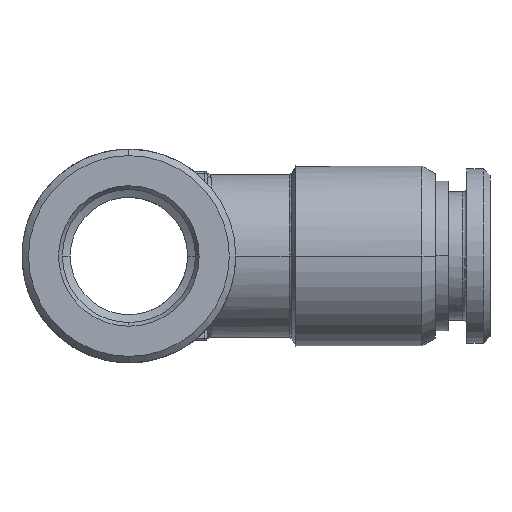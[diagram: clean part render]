
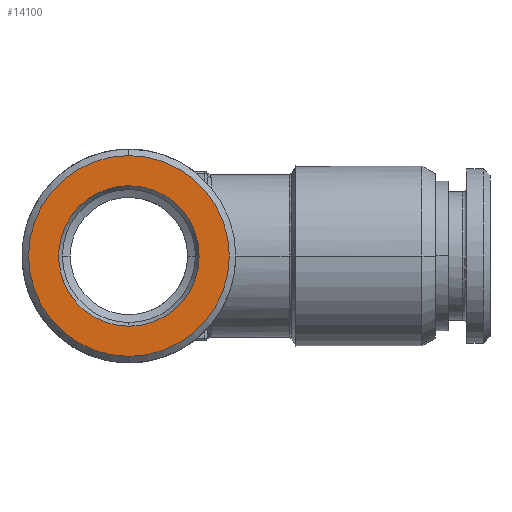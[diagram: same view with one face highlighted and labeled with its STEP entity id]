
A CAD part, left-side view. The second image highlights one B-rep face of the part: STEP entity #14100.
In plain terms, the highlighted planar face has unit normal (-1, 0, 0).
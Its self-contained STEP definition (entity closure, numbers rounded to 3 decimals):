
#13966=CARTESIAN_POINT('Axis2P3D Location',(-29.6,0.,0.)) ;
#13970=CARTESIAN_POINT('Vertex',(-29.6,0.,-7.7)) ;
#13972=CARTESIAN_POINT('Vertex',(-29.6,0.,7.7)) ;
#13997=CARTESIAN_POINT('Axis2P3D Location',(-29.6,0.,0.)) ;
#14055=CARTESIAN_POINT('Axis2P3D Location',(-29.6,0.,0.)) ;
#14064=CARTESIAN_POINT('Axis2P3D Location',(-29.6,0.,0.)) ;
#14068=CARTESIAN_POINT('Vertex',(-29.6,0.,-5.389)) ;
#14070=CARTESIAN_POINT('Vertex',(-29.6,0.,5.389)) ;
#14074=CARTESIAN_POINT('Control Point',(-29.6,0.,-5.389)) ;
#14075=CARTESIAN_POINT('Control Point',(-29.6,0.569,-5.389)) ;
#14076=CARTESIAN_POINT('Control Point',(-29.6,1.137,-5.314)) ;
#14077=CARTESIAN_POINT('Control Point',(-29.6,1.693,-5.164)) ;
#14078=CARTESIAN_POINT('Control Point',(-29.6,2.751,-4.721)) ;
#14079=CARTESIAN_POINT('Control Point',(-29.6,3.658,-4.019)) ;
#14080=CARTESIAN_POINT('Control Point',(-29.6,4.062,-3.609)) ;
#14081=CARTESIAN_POINT('Control Point',(-29.6,4.753,-2.694)) ;
#14082=CARTESIAN_POINT('Control Point',(-29.6,5.184,-1.631)) ;
#14083=CARTESIAN_POINT('Control Point',(-29.6,5.327,-1.073)) ;
#14084=CARTESIAN_POINT('Control Point',(-29.6,5.463,0.066)) ;
#14085=CARTESIAN_POINT('Control Point',(-29.6,5.3,1.201)) ;
#14086=CARTESIAN_POINT('Control Point',(-29.6,5.143,1.755)) ;
#14087=CARTESIAN_POINT('Control Point',(-29.6,4.687,2.807)) ;
#14088=CARTESIAN_POINT('Control Point',(-29.6,3.974,3.706)) ;
#14089=CARTESIAN_POINT('Control Point',(-29.6,3.56,4.105)) ;
#14090=CARTESIAN_POINT('Control Point',(-29.6,2.658,4.77)) ;
#14091=CARTESIAN_POINT('Control Point',(-29.6,1.617,5.184)) ;
#14092=CARTESIAN_POINT('Control Point',(-29.6,1.085,5.32)) ;
#14093=CARTESIAN_POINT('Control Point',(-29.6,0.543,5.389)) ;
#14094=CARTESIAN_POINT('Control Point',(-29.6,0.,5.389)) ;
#13967=DIRECTION('Axis2P3D Direction',(1.,0.,0.)) ;
#13998=DIRECTION('Axis2P3D Direction',(1.,0.,0.)) ;
#14056=DIRECTION('Axis2P3D Direction',(-1.,0.,0.)) ;
#14057=DIRECTION('Axis2P3D XDirection',(0.,0.,1.)) ;
#14065=DIRECTION('Axis2P3D Direction',(-1.,0.,0.)) ;
#13968=AXIS2_PLACEMENT_3D('Circle Axis2P3D',#13966,#13967,$) ;
#13999=AXIS2_PLACEMENT_3D('Circle Axis2P3D',#13997,#13998,$) ;
#14058=AXIS2_PLACEMENT_3D('Plane Axis2P3D',#14055,#14056,#14057) ;
#14066=AXIS2_PLACEMENT_3D('Circle Axis2P3D',#14064,#14065,$) ;
#14061=ORIENTED_EDGE('',*,*,#13974,.F.) ;
#14062=ORIENTED_EDGE('',*,*,#14001,.T.) ;
#14097=ORIENTED_EDGE('',*,*,#14072,.F.) ;
#14098=ORIENTED_EDGE('',*,*,#14095,.T.) ;
#14099=FACE_BOUND('',#14096,.T.) ;
#14100=ADVANCED_FACE('MANIFOLD_SOLID_BREP #8264',(#14063,#14099),#14059,.T.) ;
#14073=B_SPLINE_CURVE_WITH_KNOTS('',5,(#14074,#14075,#14076,#14077,#14078,#14079,#14080,#14081,#14082,#14083,#14084,#14085,#14086,#14087,#14088,#14089,#14090,#14091,#14092,#14093,#14094),.UNSPECIFIED.,.F.,.U.,(6,3,3,3,3,3,6),(0.,4.021,8.041,12.062,16.083,20.103,23.941),.UNSPECIFIED.) ;
#13969=CIRCLE('generated circle',#13968,7.7) ;
#14000=CIRCLE('generated circle',#13999,7.7) ;
#14067=CIRCLE('generated circle',#14066,5.389) ;
#13974=EDGE_CURVE('',#13971,#13973,#13969,.T.) ;
#14001=EDGE_CURVE('',#13971,#13973,#14000,.F.) ;
#14072=EDGE_CURVE('',#14069,#14071,#14067,.T.) ;
#14095=EDGE_CURVE('',#14069,#14071,#14073,.T.) ;
#14060=EDGE_LOOP('',(#14061,#14062)) ;
#14096=EDGE_LOOP('',(#14097,#14098)) ;
#14063=FACE_OUTER_BOUND('',#14060,.T.) ;
#14059=PLANE('',#14058) ;
#13971=VERTEX_POINT('',#13970) ;
#13973=VERTEX_POINT('',#13972) ;
#14069=VERTEX_POINT('',#14068) ;
#14071=VERTEX_POINT('',#14070) ;
